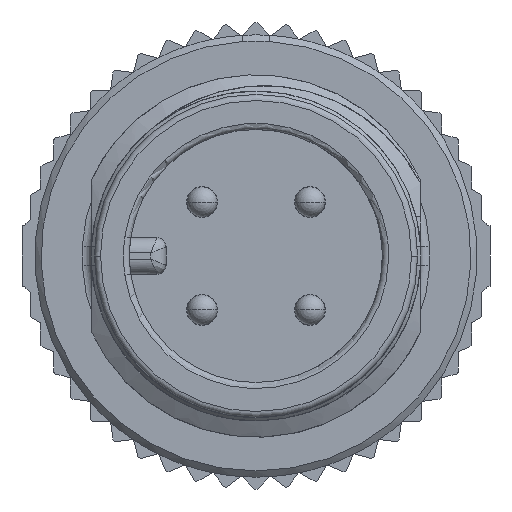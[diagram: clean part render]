
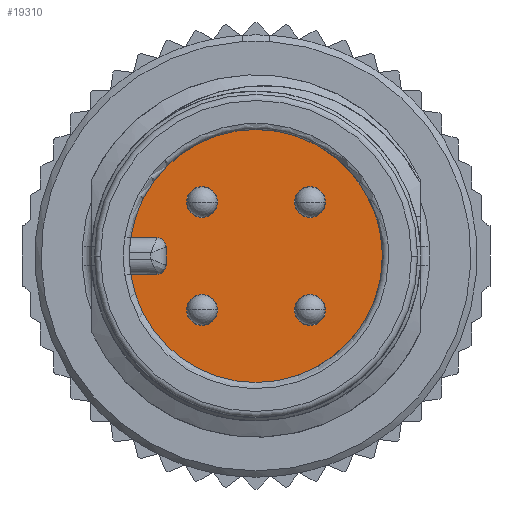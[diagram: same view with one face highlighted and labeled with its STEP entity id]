
A CAD part, left-side view. The second image highlights one B-rep face of the part: STEP entity #19310.
In plain terms, the highlighted planar face has unit normal (-1, 0, 0).
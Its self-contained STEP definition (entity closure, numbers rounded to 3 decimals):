
#4210=DIRECTION('',(0.,1.,0.));
#4211=VECTOR('',#4210,0.856);
#4212=CARTESIAN_POINT('',(6.9,3.25,0.6));
#4213=LINE('',#4212,#4211);
#4214=CARTESIAN_POINT('',(6.9,0.,0.));
#4215=DIRECTION('',(1.,0.,0.));
#4216=DIRECTION('',(0.,0.989,0.145));
#4217=AXIS2_PLACEMENT_3D('',#4214,#4215,#4216);
#4219=CARTESIAN_POINT('',(6.9,0.,0.));
#4220=DIRECTION('',(1.,0.,0.));
#4221=DIRECTION('',(0.,0.,1.));
#4222=AXIS2_PLACEMENT_3D('',#4219,#4220,#4221);
#4224=CARTESIAN_POINT('',(6.9,0.,0.));
#4225=DIRECTION('',(1.,0.,0.));
#4226=DIRECTION('',(0.,-0.989,-0.145));
#4227=AXIS2_PLACEMENT_3D('',#4224,#4225,#4226);
#4229=CARTESIAN_POINT('',(6.9,0.,0.));
#4230=DIRECTION('',(1.,0.,0.));
#4231=DIRECTION('',(0.,0.,-1.));
#4232=AXIS2_PLACEMENT_3D('',#4229,#4230,#4231);
#4234=DIRECTION('',(0.,-1.,0.));
#4235=VECTOR('',#4234,0.856);
#4236=CARTESIAN_POINT('',(6.9,4.106,-0.6));
#4237=LINE('',#4236,#4235);
#4238=CARTESIAN_POINT('',(6.9,3.25,-0.3));
#4239=DIRECTION('',(-1.,0.,0.));
#4240=DIRECTION('',(0.,0.,-1.));
#4241=AXIS2_PLACEMENT_3D('',#4238,#4239,#4240);
#4243=DIRECTION('',(0.,0.,1.));
#4244=VECTOR('',#4243,0.6);
#4245=CARTESIAN_POINT('',(6.9,2.95,-0.3));
#4246=LINE('',#4245,#4244);
#4247=CARTESIAN_POINT('',(6.9,3.25,0.3));
#4248=DIRECTION('',(-1.,0.,0.));
#4249=DIRECTION('',(0.,-1.,0.));
#4250=AXIS2_PLACEMENT_3D('',#4247,#4248,#4249);
#4252=CARTESIAN_POINT('',(6.9,-1.77,1.77));
#4253=DIRECTION('',(-1.,0.,0.));
#4254=DIRECTION('',(0.,-1.,0.));
#4255=AXIS2_PLACEMENT_3D('',#4252,#4253,#4254);
#4257=CARTESIAN_POINT('',(6.9,-1.77,1.77));
#4258=DIRECTION('',(-1.,0.,0.));
#4259=DIRECTION('',(0.,1.,0.));
#4260=AXIS2_PLACEMENT_3D('',#4257,#4258,#4259);
#4262=CARTESIAN_POINT('',(6.9,1.77,1.77));
#4263=DIRECTION('',(-1.,0.,0.));
#4264=DIRECTION('',(0.,-1.,0.));
#4265=AXIS2_PLACEMENT_3D('',#4262,#4263,#4264);
#4267=CARTESIAN_POINT('',(6.9,1.77,1.77));
#4268=DIRECTION('',(-1.,0.,0.));
#4269=DIRECTION('',(0.,1.,0.));
#4270=AXIS2_PLACEMENT_3D('',#4267,#4268,#4269);
#4272=CARTESIAN_POINT('',(6.9,1.77,-1.77));
#4273=DIRECTION('',(-1.,0.,0.));
#4274=DIRECTION('',(0.,-1.,0.));
#4275=AXIS2_PLACEMENT_3D('',#4272,#4273,#4274);
#4277=CARTESIAN_POINT('',(6.9,1.77,-1.77));
#4278=DIRECTION('',(-1.,0.,0.));
#4279=DIRECTION('',(0.,1.,0.));
#4280=AXIS2_PLACEMENT_3D('',#4277,#4278,#4279);
#4282=CARTESIAN_POINT('',(6.9,-1.77,-1.77));
#4283=DIRECTION('',(-1.,0.,0.));
#4284=DIRECTION('',(0.,-1.,0.));
#4285=AXIS2_PLACEMENT_3D('',#4282,#4283,#4284);
#4287=CARTESIAN_POINT('',(6.9,-1.77,-1.77));
#4288=DIRECTION('',(-1.,0.,0.));
#4289=DIRECTION('',(0.,1.,0.));
#4290=AXIS2_PLACEMENT_3D('',#4287,#4288,#4289);
#11595=CARTESIAN_POINT('',(6.9,4.106,-0.6));
#11596=VERTEX_POINT('',#11595);
#11597=CARTESIAN_POINT('',(6.9,4.106,0.6));
#11598=CARTESIAN_POINT('',(6.9,0.,4.15));
#11599=VERTEX_POINT('',#11597);
#11600=VERTEX_POINT('',#11598);
#11601=CARTESIAN_POINT('',(6.9,-4.106,-0.6));
#11602=VERTEX_POINT('',#11601);
#11603=CARTESIAN_POINT('',(6.9,0.,-4.15));
#11604=VERTEX_POINT('',#11603);
#11617=CARTESIAN_POINT('',(6.9,2.95,-0.3));
#11618=VERTEX_POINT('',#11617);
#11619=CARTESIAN_POINT('',(6.9,3.25,-0.6));
#11620=VERTEX_POINT('',#11619);
#11623=CARTESIAN_POINT('',(6.9,2.95,0.3));
#11624=VERTEX_POINT('',#11623);
#11627=CARTESIAN_POINT('',(6.9,3.25,0.6));
#11628=VERTEX_POINT('',#11627);
#11629=CARTESIAN_POINT('',(6.9,-2.28,1.77));
#11630=CARTESIAN_POINT('',(6.9,-1.26,1.77));
#11631=VERTEX_POINT('',#11629);
#11632=VERTEX_POINT('',#11630);
#11633=CARTESIAN_POINT('',(6.9,1.26,1.77));
#11634=CARTESIAN_POINT('',(6.9,2.28,1.77));
#11635=VERTEX_POINT('',#11633);
#11636=VERTEX_POINT('',#11634);
#11637=CARTESIAN_POINT('',(6.9,1.26,-1.77));
#11638=CARTESIAN_POINT('',(6.9,2.28,-1.77));
#11639=VERTEX_POINT('',#11637);
#11640=VERTEX_POINT('',#11638);
#11641=CARTESIAN_POINT('',(6.9,-2.28,-1.77));
#11642=CARTESIAN_POINT('',(6.9,-1.26,-1.77));
#11643=VERTEX_POINT('',#11641);
#11644=VERTEX_POINT('',#11642);
#19269=CARTESIAN_POINT('',(6.9,-0.022,0.));
#19270=DIRECTION('',(1.,0.,0.));
#19271=DIRECTION('',(0.,1.,0.));
#19272=AXIS2_PLACEMENT_3D('',#19269,#19270,#19271);
#19273=PLANE('',#19272);
#19274=ORIENTED_EDGE('',*,*,#19251,.T.);
#19275=ORIENTED_EDGE('',*,*,#18959,.T.);
#19276=ORIENTED_EDGE('',*,*,#18957,.T.);
#19277=ORIENTED_EDGE('',*,*,#18955,.T.);
#19278=ORIENTED_EDGE('',*,*,#18953,.T.);
#19280=ORIENTED_EDGE('',*,*,#19279,.T.);
#19281=ORIENTED_EDGE('',*,*,#19109,.T.);
#19282=ORIENTED_EDGE('',*,*,#19125,.T.);
#19283=ORIENTED_EDGE('',*,*,#19237,.T.);
#19284=EDGE_LOOP('',(#19274,#19275,#19276,#19277,#19278,#19280,#19281,#19282,
#19283));
#19285=FACE_OUTER_BOUND('',#19284,.F.);
#19287=ORIENTED_EDGE('',*,*,#19286,.T.);
#19289=ORIENTED_EDGE('',*,*,#19288,.T.);
#19290=EDGE_LOOP('',(#19287,#19289));
#19291=FACE_BOUND('',#19290,.F.);
#19293=ORIENTED_EDGE('',*,*,#19292,.T.);
#19295=ORIENTED_EDGE('',*,*,#19294,.T.);
#19296=EDGE_LOOP('',(#19293,#19295));
#19297=FACE_BOUND('',#19296,.F.);
#19299=ORIENTED_EDGE('',*,*,#19298,.T.);
#19301=ORIENTED_EDGE('',*,*,#19300,.T.);
#19302=EDGE_LOOP('',(#19299,#19301));
#19303=FACE_BOUND('',#19302,.F.);
#19305=ORIENTED_EDGE('',*,*,#19304,.T.);
#19307=ORIENTED_EDGE('',*,*,#19306,.T.);
#19308=EDGE_LOOP('',(#19305,#19307));
#19309=FACE_BOUND('',#19308,.F.);
#19310=ADVANCED_FACE('',(#19285,#19291,#19297,#19303,#19309),#19273,.F.);
#4218=CIRCLE('',#4217,4.15);
#4223=CIRCLE('',#4222,4.15);
#4228=CIRCLE('',#4227,4.15);
#4233=CIRCLE('',#4232,4.15);
#4242=CIRCLE('',#4241,0.3);
#4251=CIRCLE('',#4250,0.3);
#4256=CIRCLE('',#4255,0.51);
#4261=CIRCLE('',#4260,0.51);
#4266=CIRCLE('',#4265,0.51);
#4271=CIRCLE('',#4270,0.51);
#4276=CIRCLE('',#4275,0.51);
#4281=CIRCLE('',#4280,0.51);
#4286=CIRCLE('',#4285,0.51);
#4291=CIRCLE('',#4290,0.51);
#18953=EDGE_CURVE('',#11604,#11596,#4233,.T.);
#18955=EDGE_CURVE('',#11602,#11604,#4228,.T.);
#18957=EDGE_CURVE('',#11600,#11602,#4223,.T.);
#18959=EDGE_CURVE('',#11599,#11600,#4218,.T.);
#19109=EDGE_CURVE('',#11620,#11618,#4242,.T.);
#19125=EDGE_CURVE('',#11618,#11624,#4246,.T.);
#19237=EDGE_CURVE('',#11624,#11628,#4251,.T.);
#19251=EDGE_CURVE('',#11628,#11599,#4213,.T.);
#19279=EDGE_CURVE('',#11596,#11620,#4237,.T.);
#19286=EDGE_CURVE('',#11631,#11632,#4256,.T.);
#19288=EDGE_CURVE('',#11632,#11631,#4261,.T.);
#19292=EDGE_CURVE('',#11635,#11636,#4266,.T.);
#19294=EDGE_CURVE('',#11636,#11635,#4271,.T.);
#19298=EDGE_CURVE('',#11639,#11640,#4276,.T.);
#19300=EDGE_CURVE('',#11640,#11639,#4281,.T.);
#19304=EDGE_CURVE('',#11643,#11644,#4286,.T.);
#19306=EDGE_CURVE('',#11644,#11643,#4291,.T.);
